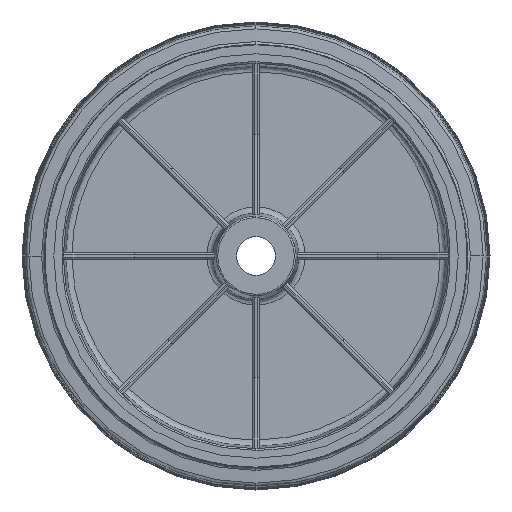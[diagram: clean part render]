
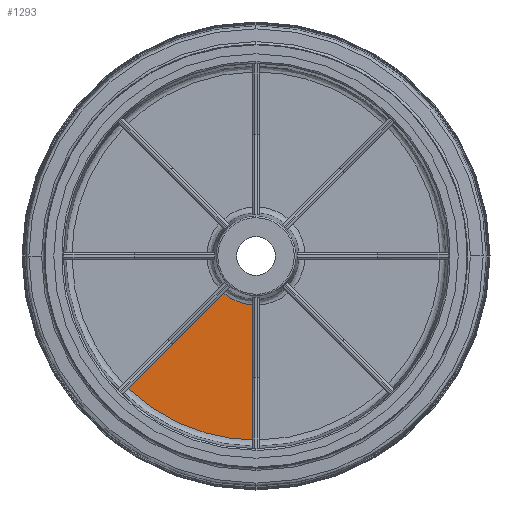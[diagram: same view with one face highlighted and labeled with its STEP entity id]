
A CAD part, left-side view. The second image highlights one B-rep face of the part: STEP entity #1293.
In plain terms, the highlighted planar face has unit normal (-1, 0, 0).
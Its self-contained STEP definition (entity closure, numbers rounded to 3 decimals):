
#28 = CARTESIAN_POINT ( 'NONE',  ( -2., 3.091, -31.467 ) ) ;
#253 = EDGE_CURVE ( 'NONE', #6394, #13222, #4142, .T. ) ;
#638 = CARTESIAN_POINT ( 'NONE',  ( -2., 8.897, -30.378 ) ) ;
#670 = CARTESIAN_POINT ( 'NONE',  ( -2., 65.722, -98.379 ) ) ;
#716 = CARTESIAN_POINT ( 'NONE',  ( -2., 19.428, -24.989 ) ) ;
#849 = CARTESIAN_POINT ( 'NONE',  ( -2., 43.554, -110.019 ) ) ;
#1003 = CARTESIAN_POINT ( 'NONE',  ( -2., 16.3, -117.19 ) ) ;
#1095 = CARTESIAN_POINT ( 'NONE',  ( -2., 24.218, -115.807 ) ) ;
#1247 = CARTESIAN_POINT ( 'NONE',  ( -2., 19.481, -116.723 ) ) ;
#1293 = ADVANCED_FACE ( 'NONE', ( #11054 ), #7709, .T. ) ;
#1482 = ORIENTED_EDGE ( 'NONE', *, *, #3710, .T. ) ;
#2212 = B_SPLINE_CURVE_WITH_KNOTS ( 'NONE', 3,
 ( #3072, #28, #12122, #5298, #12483, #3412, #3146, #9860, #638, #11244, #8803, #15144, #7139, #8450, #4600, #7402, #13936, #12391, #716, #3489 ),
 .UNSPECIFIED., .F., .F.,
 ( 4, 1, 1, 1, 2, 2, 2, 1, 1, 1, 2, 2, 4 ),
 ( 0., 0.125, 0.187, 0.219, 0.234, 0.25, 0.5, 0.625, 0.687, 0.719, 0.734, 0.75, 1. ),
 .UNSPECIFIED. ) ;
#2403 = CARTESIAN_POINT ( 'NONE',  ( -2., 13.906, -117.492 ) ) ;
#3072 = CARTESIAN_POINT ( 'NONE',  ( -2., 2.25, -31.527 ) ) ;
#3146 = CARTESIAN_POINT ( 'NONE',  ( -2., 7.029, -30.816 ) ) ;
#3180 = CARTESIAN_POINT ( 'NONE',  ( -2., 25.581, -115.515 ) ) ;
#3314 = VECTOR ( 'NONE', #9128, 1000. ) ;
#3371 = CARTESIAN_POINT ( 'NONE',  ( -2., 35.655, -112.812 ) ) ;
#3412 = CARTESIAN_POINT ( 'NONE',  ( -2., 6.824, -30.862 ) ) ;
#3489 = CARTESIAN_POINT ( 'NONE',  ( -2., 20.702, -23.884 ) ) ;
#3540 = AXIS2_PLACEMENT_3D ( 'NONE', #13028, #7877, #3787 ) ;
#3667 = ORIENTED_EDGE ( 'NONE', *, *, #4969, .T. ) ;
#3710 = EDGE_CURVE ( 'NONE', #17139, #6394, #2212, .T. ) ;
#3787 = DIRECTION ( 'NONE',  ( 0., -1., 0. ) ) ;
#3837 = CARTESIAN_POINT ( 'NONE',  ( -2., 82.053, -85.235 ) ) ;
#4142 = LINE ( 'NONE', #7811, #3314 ) ;
#4183 = ORIENTED_EDGE ( 'NONE', *, *, #253, .T. ) ;
#4289 = CARTESIAN_POINT ( 'NONE',  ( -2., 20.702, -23.884 ) ) ;
#4537 = EDGE_CURVE ( 'NONE', #17139, #10471, #11935, .T. ) ;
#4600 = CARTESIAN_POINT ( 'NONE',  ( -2., 16.277, -27.095 ) ) ;
#4642 = CARTESIAN_POINT ( 'NONE',  ( -2., 75.111, -91.413 ) ) ;
#4729 = CARTESIAN_POINT ( 'NONE',  ( -2., 78.743, -88.335 ) ) ;
#4799 = CARTESIAN_POINT ( 'NONE',  ( -2., 80.745, -86.494 ) ) ;
#4969 = EDGE_CURVE ( 'NONE', #13222, #10471, #10297, .T. ) ;
#4978 = CARTESIAN_POINT ( 'NONE',  ( -2., 2.25, -118.291 ) ) ;
#5298 = CARTESIAN_POINT ( 'NONE',  ( -2., 5.794, -31.077 ) ) ;
#5936 = CARTESIAN_POINT ( 'NONE',  ( -2., 63.404, -99.905 ) ) ;
#6106 = CARTESIAN_POINT ( 'NONE',  ( -2., 76.334, -90.401 ) ) ;
#6242 = CARTESIAN_POINT ( 'NONE',  ( -2., 2.25, -31.527 ) ) ;
#6394 = VERTEX_POINT ( 'NONE', #4289 ) ;
#6545 = CARTESIAN_POINT ( 'NONE',  ( -2., 5.88, -118.222 ) ) ;
#7139 = CARTESIAN_POINT ( 'NONE',  ( -2., 15.357, -27.632 ) ) ;
#7189 = CARTESIAN_POINT ( 'NONE',  ( -2., 67.623, -97.089 ) ) ;
#7277 = CARTESIAN_POINT ( 'NONE',  ( -2., 70.247, -95.231 ) ) ;
#7351 = CARTESIAN_POINT ( 'NONE',  ( -2., 66.295, -97.996 ) ) ;
#7402 = CARTESIAN_POINT ( 'NONE',  ( -2., 16.459, -26.984 ) ) ;
#7442 = CARTESIAN_POINT ( 'NONE',  ( -2., 65.339, -98.634 ) ) ;
#7526 = CARTESIAN_POINT ( 'NONE',  ( -2., 74.23, -92.128 ) ) ;
#7690 = CARTESIAN_POINT ( 'NONE',  ( -2., 13.335, -117.558 ) ) ;
#7709 = PLANE ( 'NONE',  #3540 ) ;
#7811 = CARTESIAN_POINT ( 'NONE',  ( -2., 51.426, -54.608 ) ) ;
#7877 = DIRECTION ( 'NONE',  ( -1., 0., 0. ) ) ;
#8450 = CARTESIAN_POINT ( 'NONE',  ( -2., 16.002, -27.259 ) ) ;
#8488 = CARTESIAN_POINT ( 'NONE',  ( -2., 36.542, -112.528 ) ) ;
#8593 = CARTESIAN_POINT ( 'NONE',  ( -2., 82.053, -85.235 ) ) ;
#8679 = CARTESIAN_POINT ( 'NONE',  ( -2., 32.992, -113.634 ) ) ;
#8803 = CARTESIAN_POINT ( 'NONE',  ( -2., 12.885, -28.875 ) ) ;
#9047 = VECTOR ( 'NONE', #10793, 1000. ) ;
#9128 = DIRECTION ( 'NONE',  ( 0., 0.707, -0.707 ) ) ;
#9262 = CARTESIAN_POINT ( 'NONE',  ( -2., 13.219, -117.571 ) ) ;
#9813 = CARTESIAN_POINT ( 'NONE',  ( -2., 37.87, -112.094 ) ) ;
#9860 = CARTESIAN_POINT ( 'NONE',  ( -2., 7.13, -30.793 ) ) ;
#9993 = CARTESIAN_POINT ( 'NONE',  ( -2., 57.016, -103.668 ) ) ;
#10087 = CARTESIAN_POINT ( 'NONE',  ( -2., 72.44, -93.56 ) ) ;
#10297 = B_SPLINE_CURVE_WITH_KNOTS ( 'NONE', 3,
 ( #8593, #4799, #4729, #6106, #4642, #11277, #7526, #14053, #16397, #10087, #7277, #7189, #7351, #670, #7442, #12847, #5936, #16554, #12768, #9993, #15364, #12674, #11382, #15288, #849, #11468, #9813, #8488, #3371, #15438, #8679, #13973, #15097, #3180, #13787, #12527, #1095, #13261, #1247, #1003, #13008, #2403, #11721, #7690, #9262, #16891, #6545, #4978 ),
 .UNSPECIFIED., .F., .F.,
 ( 4, 1, 1, 1, 1, 2, 2, 1, 1, 1, 2, 2, 1, 1, 2, 2, 2, 1, 1, 2, 2, 1, 1, 1, 2, 2, 1, 1, 1, 1, 2, 2, 4 ),
 ( 0., 0.062, 0.094, 0.109, 0.117, 0.121, 0.125, 0.187, 0.219, 0.234, 0.242, 0.25, 0.312, 0.344, 0.359, 0.375, 0.5, 0.562, 0.594, 0.609, 0.625, 0.687, 0.719, 0.734, 0.742, 0.75, 0.812, 0.844, 0.859, 0.867, 0.871, 0.875, 1. ),
 .UNSPECIFIED. ) ;
#10471 = VERTEX_POINT ( 'NONE', #10717 ) ;
#10717 = CARTESIAN_POINT ( 'NONE',  ( -2., 2.25, -118.291 ) ) ;
#10793 = DIRECTION ( 'NONE',  ( 0., 0., -1. ) ) ;
#11054 = FACE_OUTER_BOUND ( 'NONE', #14859, .T. ) ;
#11244 = CARTESIAN_POINT ( 'NONE',  ( -2., 10.518, -29.855 ) ) ;
#11277 = CARTESIAN_POINT ( 'NONE',  ( -2., 74.495, -91.915 ) ) ;
#11382 = CARTESIAN_POINT ( 'NONE',  ( -2., 52.089, -106.294 ) ) ;
#11468 = CARTESIAN_POINT ( 'NONE',  ( -2., 40.949, -111.027 ) ) ;
#11721 = CARTESIAN_POINT ( 'NONE',  ( -2., 13.564, -117.532 ) ) ;
#11935 = LINE ( 'NONE', #16936, #9047 ) ;
#12122 = CARTESIAN_POINT ( 'NONE',  ( -2., 4.344, -31.328 ) ) ;
#12391 = CARTESIAN_POINT ( 'NONE',  ( -2., 18.074, -25.985 ) ) ;
#12483 = CARTESIAN_POINT ( 'NONE',  ( -2., 6.515, -30.93 ) ) ;
#12527 = CARTESIAN_POINT ( 'NONE',  ( -2., 24.447, -115.759 ) ) ;
#12674 = CARTESIAN_POINT ( 'NONE',  ( -2., 55.795, -104.331 ) ) ;
#12768 = CARTESIAN_POINT ( 'NONE',  ( -2., 58.233, -102.996 ) ) ;
#12847 = CARTESIAN_POINT ( 'NONE',  ( -2., 65.149, -98.759 ) ) ;
#13008 = CARTESIAN_POINT ( 'NONE',  ( -2., 14.705, -117.396 ) ) ;
#13028 = CARTESIAN_POINT ( 'NONE',  ( -2., 74.96, 0. ) ) ;
#13222 = VERTEX_POINT ( 'NONE', #3837 ) ;
#13261 = CARTESIAN_POINT ( 'NONE',  ( -2., 22.193, -116.227 ) ) ;
#13787 = CARTESIAN_POINT ( 'NONE',  ( -2., 24.901, -115.662 ) ) ;
#13936 = CARTESIAN_POINT ( 'NONE',  ( -2., 16.552, -26.928 ) ) ;
#13973 = CARTESIAN_POINT ( 'NONE',  ( -2., 30.315, -114.389 ) ) ;
#14053 = CARTESIAN_POINT ( 'NONE',  ( -2., 74.054, -92.27 ) ) ;
#14859 = EDGE_LOOP ( 'NONE', ( #16060, #1482, #4183, #3667 ) ) ;
#15097 = CARTESIAN_POINT ( 'NONE',  ( -2., 27.164, -115.158 ) ) ;
#15144 = CARTESIAN_POINT ( 'NONE',  ( -2., 14.044, -28.339 ) ) ;
#15288 = CARTESIAN_POINT ( 'NONE',  ( -2., 48.72, -107.88 ) ) ;
#15364 = CARTESIAN_POINT ( 'NONE',  ( -2., 56.202, -104.112 ) ) ;
#15438 = CARTESIAN_POINT ( 'NONE',  ( -2., 35.209, -112.953 ) ) ;
#16060 = ORIENTED_EDGE ( 'NONE', *, *, #4537, .F. ) ;
#16397 = CARTESIAN_POINT ( 'NONE',  ( -2., 73.966, -92.34 ) ) ;
#16554 = CARTESIAN_POINT ( 'NONE',  ( -2., 61.045, -101.377 ) ) ;
#16891 = CARTESIAN_POINT ( 'NONE',  ( -2., 9.499, -117.986 ) ) ;
#16936 = CARTESIAN_POINT ( 'NONE',  ( -2., 2.25, -74.978 ) ) ;
#17139 = VERTEX_POINT ( 'NONE', #6242 ) ;
